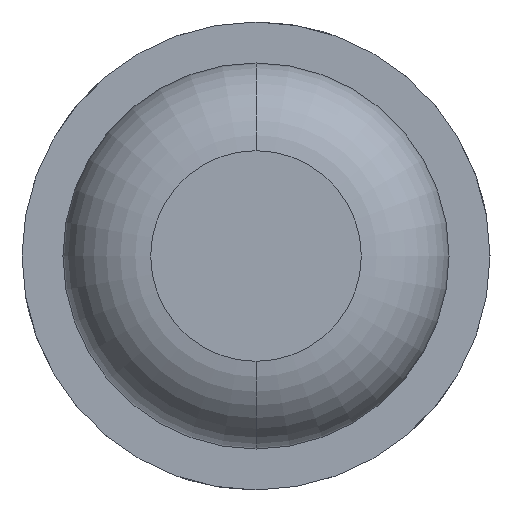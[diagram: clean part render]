
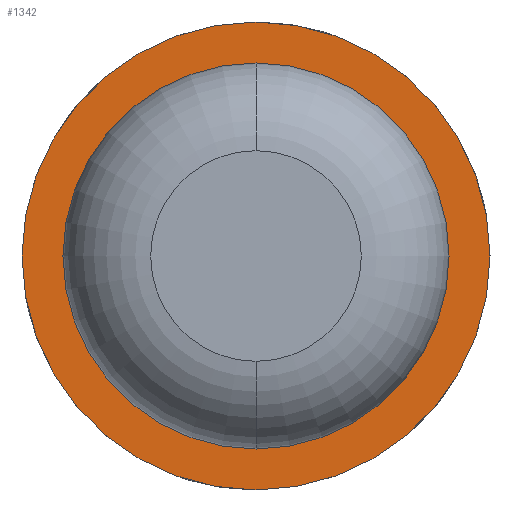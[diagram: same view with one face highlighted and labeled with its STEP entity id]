
A CAD part, front view. The second image highlights one B-rep face of the part: STEP entity #1342.
In plain terms, the highlighted planar face has unit normal (0, -1, 0).
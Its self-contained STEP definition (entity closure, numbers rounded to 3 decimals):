
#24 = EDGE_CURVE ( 'Defeature ausgef�hrt1_1+Defeature ausgef�hrt1_4+Defeature ausgef�hrt1_4+Defeature ausgef�hrt1_4', #1909, #695, #1080, .T. ) ;
#55 = CARTESIAN_POINT ( 'NONE',  ( 0., -3., -0.825 ) ) ;
#110 = VERTEX_POINT ( 'NONE', #305 ) ;
#244 = FACE_OUTER_BOUND ( 'NONE', #874, .T. ) ;
#305 = CARTESIAN_POINT ( 'NONE',  ( 0., -3., -1. ) ) ;
#580 = EDGE_LOOP ( 'NONE', ( #1140, #1194 ) ) ;
#695 = VERTEX_POINT ( 'NONE', #725 ) ;
#706 = CIRCLE ( 'NONE', #2500, 1. ) ;
#725 = CARTESIAN_POINT ( 'NONE',  ( 0., -3., 0.825 ) ) ;
#792 = AXIS2_PLACEMENT_3D ( 'NONE', #3044, #1527, #1537 ) ;
#874 = EDGE_LOOP ( 'NONE', ( #2585, #1931 ) ) ;
#973 = CIRCLE ( 'NONE', #1899, 1. ) ;
#988 = DIRECTION ( 'NONE',  ( 0., 0., -1. ) ) ;
#1056 = DIRECTION ( 'NONE',  ( 0., -1., 0. ) ) ;
#1075 = CARTESIAN_POINT ( 'NONE',  ( 0., -3., 1. ) ) ;
#1080 = CIRCLE ( 'NONE', #792, 0.825 ) ;
#1140 = ORIENTED_EDGE ( 'NONE', *, *, #2463, .F. ) ;
#1194 = ORIENTED_EDGE ( 'NONE', *, *, #24, .F. ) ;
#1342 = ADVANCED_FACE ( 'Defeature ausgef�hrt1_4', ( #1471, #244 ), #1768, .T. ) ;
#1387 = DIRECTION ( 'NONE',  ( 0., 0., 1. ) ) ;
#1416 = CARTESIAN_POINT ( 'NONE',  ( 0., -3., 0. ) ) ;
#1471 = FACE_BOUND ( 'NONE', #580, .T. ) ;
#1527 = DIRECTION ( 'NONE',  ( 0., -1., 0. ) ) ;
#1537 = DIRECTION ( 'NONE',  ( 0., 0., -1. ) ) ;
#1636 = CIRCLE ( 'NONE', #2390, 0.825 ) ;
#1768 = PLANE ( 'NONE',  #3100 ) ;
#1784 = DIRECTION ( 'NONE',  ( 0., 0., -1. ) ) ;
#1789 = CARTESIAN_POINT ( 'NONE',  ( -1., -3., 0. ) ) ;
#1869 = CARTESIAN_POINT ( 'NONE',  ( 0., -3., 0. ) ) ;
#1892 = EDGE_CURVE ( 'Defeature ausgef�hrt1_5+Defeature ausgef�hrt1_4+Defeature ausgef�hrt1_4+Defeature ausgef�hrt1_4', #2109, #110, #973, .T. ) ;
#1899 = AXIS2_PLACEMENT_3D ( 'NONE', #1416, #3153, #2756 ) ;
#1909 = VERTEX_POINT ( 'NONE', #55 ) ;
#1931 = ORIENTED_EDGE ( 'NONE', *, *, #2754, .F. ) ;
#2109 = VERTEX_POINT ( 'NONE', #1075 ) ;
#2133 = DIRECTION ( 'NONE',  ( 0., 1., 0. ) ) ;
#2216 = CARTESIAN_POINT ( 'NONE',  ( 0., -3., 0. ) ) ;
#2390 = AXIS2_PLACEMENT_3D ( 'NONE', #2216, #2472, #988 ) ;
#2463 = EDGE_CURVE ( 'Defeature ausgef�hrt1_1+Defeature ausgef�hrt1_4+Defeature ausgef�hrt1_4+Defeature ausgef�hrt1_4', #695, #1909, #1636, .T. ) ;
#2472 = DIRECTION ( 'NONE',  ( 0., -1., 0. ) ) ;
#2500 = AXIS2_PLACEMENT_3D ( 'NONE', #1869, #2133, #1387 ) ;
#2585 = ORIENTED_EDGE ( 'NONE', *, *, #1892, .F. ) ;
#2754 = EDGE_CURVE ( 'Defeature ausgef�hrt1_5+Defeature ausgef�hrt1_4+Defeature ausgef�hrt1_4+Defeature ausgef�hrt1_4', #110, #2109, #706, .T. ) ;
#2756 = DIRECTION ( 'NONE',  ( 0., 0., 1. ) ) ;
#3044 = CARTESIAN_POINT ( 'NONE',  ( 0., -3., 0. ) ) ;
#3100 = AXIS2_PLACEMENT_3D ( 'NONE', #1789, #1056, #1784 ) ;
#3153 = DIRECTION ( 'NONE',  ( 0., 1., 0. ) ) ;
